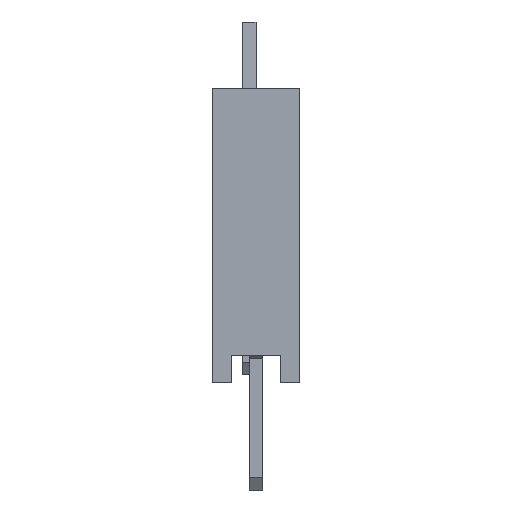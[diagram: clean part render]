
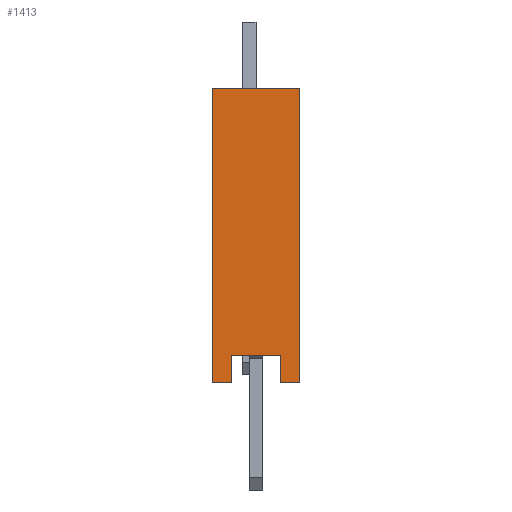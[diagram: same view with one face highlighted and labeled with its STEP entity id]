
A CAD part, left-side view. The second image highlights one B-rep face of the part: STEP entity #1413.
In plain terms, the highlighted planar face has unit normal (-1, 0, 0).
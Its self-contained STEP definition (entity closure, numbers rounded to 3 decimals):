
#1413 = ADVANCED_FACE( '', ( #2934 ), #2935, .F. );
#2934 = FACE_OUTER_BOUND( '', #4493, .T. );
#2935 = PLANE( '', #4494 );
#4493 = EDGE_LOOP( '', ( #8885, #8886, #8887, #8888, #8889, #8890, #8891, #8892 ) );
#4494 = AXIS2_PLACEMENT_3D( '', #8893, #8894, #8895 );
#8885 = ORIENTED_EDGE( '', *, *, #9886, .F. );
#8886 = ORIENTED_EDGE( '', *, *, #9490, .F. );
#8887 = ORIENTED_EDGE( '', *, *, #10173, .F. );
#8888 = ORIENTED_EDGE( '', *, *, #9777, .T. );
#8889 = ORIENTED_EDGE( '', *, *, #9654, .T. );
#8890 = ORIENTED_EDGE( '', *, *, #10600, .F. );
#8891 = ORIENTED_EDGE( '', *, *, #10547, .F. );
#8892 = ORIENTED_EDGE( '', *, *, #9243, .F. );
#8893 = CARTESIAN_POINT( '', ( -45.97, -1.25, 4.25 ) );
#8894 = DIRECTION( '', ( 1., 0., 0. ) );
#8895 = DIRECTION( '', ( 0., 0., -1. ) );
#9243 = EDGE_CURVE( '', #11169, #11170, #11171, .T. );
#9490 = EDGE_CURVE( '', #11587, #11585, #11589, .T. );
#9654 = EDGE_CURVE( '', #11853, #11855, #11857, .T. );
#9777 = EDGE_CURVE( '', #12067, #11853, #12068, .T. );
#9886 = EDGE_CURVE( '', #11585, #11169, #12218, .T. );
#10173 = EDGE_CURVE( '', #12067, #11587, #12605, .T. );
#10547 = EDGE_CURVE( '', #11170, #13035, #13036, .T. );
#10600 = EDGE_CURVE( '', #13035, #11855, #13091, .T. );
#11169 = VERTEX_POINT( '', #13884 );
#11170 = VERTEX_POINT( '', #13885 );
#11171 = LINE( '', #13886, #13887 );
#11585 = VERTEX_POINT( '', #14498 );
#11587 = VERTEX_POINT( '', #14501 );
#11589 = LINE( '', #14504, #14505 );
#11853 = VERTEX_POINT( '', #14904 );
#11855 = VERTEX_POINT( '', #14907 );
#11857 = LINE( '', #14910, #14911 );
#12067 = VERTEX_POINT( '', #15240 );
#12068 = LINE( '', #15241, #15242 );
#12218 = LINE( '', #15471, #15472 );
#12605 = LINE( '', #16064, #16065 );
#13035 = VERTEX_POINT( '', #16733 );
#13036 = LINE( '', #16734, #16735 );
#13091 = LINE( '', #16814, #16815 );
#13884 = CARTESIAN_POINT( '', ( -45.97, -0.7, -3.45 ) );
#13885 = CARTESIAN_POINT( '', ( -45.97, 0.7, -3.45 ) );
#13886 = CARTESIAN_POINT( '', ( -45.97, -1.25, -3.45 ) );
#13887 = VECTOR( '', #17181, 1000. );
#14498 = CARTESIAN_POINT( '', ( -45.97, -0.7, -4.25 ) );
#14501 = CARTESIAN_POINT( '', ( -45.97, -1.25, -4.25 ) );
#14504 = CARTESIAN_POINT( '', ( -45.97, -1.25, -4.25 ) );
#14505 = VECTOR( '', #17381, 1000. );
#14904 = CARTESIAN_POINT( '', ( -45.97, 1.25, 4.25 ) );
#14907 = CARTESIAN_POINT( '', ( -45.97, 1.25, -4.25 ) );
#14910 = CARTESIAN_POINT( '', ( -45.97, 1.25, 4.25 ) );
#14911 = VECTOR( '', #17515, 1000. );
#15240 = CARTESIAN_POINT( '', ( -45.97, -1.25, 4.25 ) );
#15241 = CARTESIAN_POINT( '', ( -45.97, -1.25, 4.25 ) );
#15242 = VECTOR( '', #17635, 1000. );
#15471 = CARTESIAN_POINT( '', ( -45.97, -0.7, 4.25 ) );
#15472 = VECTOR( '', #17715, 1000. );
#16064 = CARTESIAN_POINT( '', ( -45.97, -1.25, 4.25 ) );
#16065 = VECTOR( '', #17921, 1000. );
#16733 = CARTESIAN_POINT( '', ( -45.97, 0.7, -4.25 ) );
#16734 = CARTESIAN_POINT( '', ( -45.97, 0.7, 4.25 ) );
#16735 = VECTOR( '', #18153, 1000. );
#16814 = CARTESIAN_POINT( '', ( -45.97, -1.25, -4.25 ) );
#16815 = VECTOR( '', #18178, 1000. );
#17181 = DIRECTION( '', ( 0., 1., 0. ) );
#17381 = DIRECTION( '', ( 0., 1., 0. ) );
#17515 = DIRECTION( '', ( 0., 0., -1. ) );
#17635 = DIRECTION( '', ( 0., 1., 0. ) );
#17715 = DIRECTION( '', ( 0., 0., 1. ) );
#17921 = DIRECTION( '', ( 0., 0., -1. ) );
#18153 = DIRECTION( '', ( 0., 0., -1. ) );
#18178 = DIRECTION( '', ( 0., 1., 0. ) );
